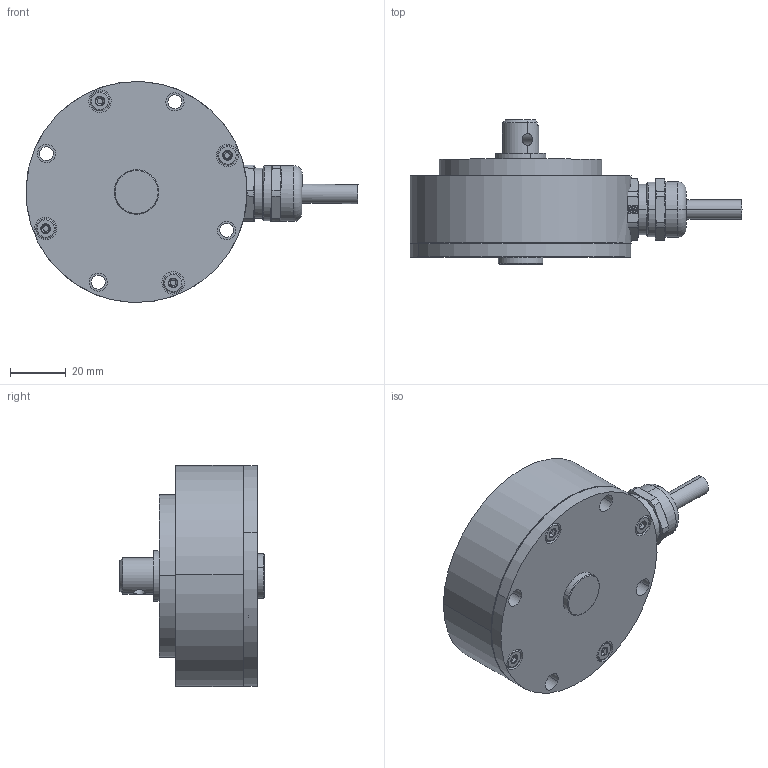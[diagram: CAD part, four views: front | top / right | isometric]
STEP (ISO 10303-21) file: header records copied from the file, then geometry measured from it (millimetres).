
FILE_DESCRIPTION (( 'STEP AP214' ), '1' );
FILE_NAME ('IPX-7941-_ _ _-_ _ _-202.STEP', '2017-09-14T08:15:32', ( 'dummy' ), ( 'Microsoft' ), 'SwSTEP 2.0', 'SolidWorks 2014', '' );
FILE_SCHEMA (( 'AUTOMOTIVE_DESIGN' ));
Length unit declared in the file: millimetre
Products named in the file (1): IPX-7941-_ _ _-_ _ _-202
Bounding box: 118.63 x 51.5 x 79 mm (x, y, z)
Surface area: 25025.7 mm2 (no closed solid volume)
Topology: 0 solids, 11 shells, 206 faces, 554 edges, 352 vertices
Faces by surface type: cone 67, cylinder 66, plane 63, torus 10
Entity records: 9079 total; most frequent: CARTESIAN_POINT 1601, DIRECTION 1171, ORIENTED_EDGE 955, EDGE_CURVE 554, AXIS2_PLACEMENT_3D 478, VERTEX_POINT 352, CIRCLE 271, EDGE_LOOP 242
